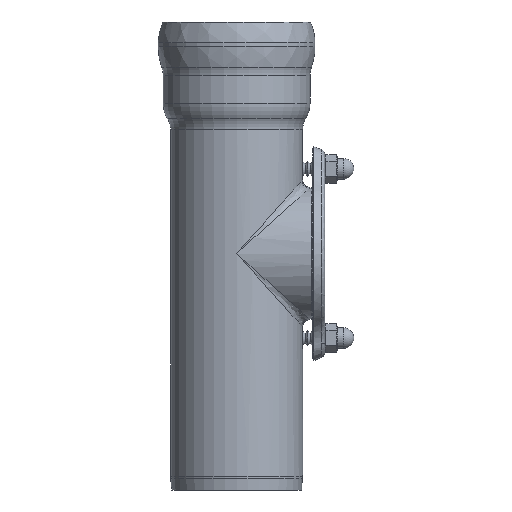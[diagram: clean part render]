
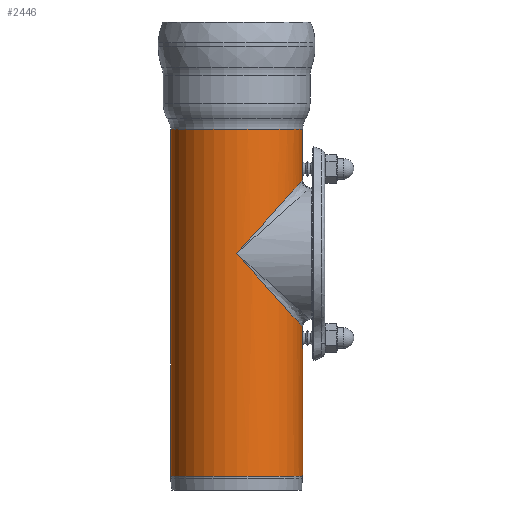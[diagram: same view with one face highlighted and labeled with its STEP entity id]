
A CAD part, left-side view. The second image highlights one B-rep face of the part: STEP entity #2446.
In plain terms, the highlighted cylindrical face has radius 265 mm (diameter 530 mm), a full revolution.
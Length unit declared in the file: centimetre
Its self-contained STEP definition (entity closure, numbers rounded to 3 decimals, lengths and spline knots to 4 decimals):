
#35=ELLIPSE('',#2678,39.6548,26.5);
#36=ELLIPSE('',#2679,39.6548,26.5);
#126=CYLINDRICAL_SURFACE('',#2677,26.5);
#301=FACE_OUTER_BOUND('',#467,.T.);
#467=EDGE_LOOP('',(#1830,#1831,#1832,#1833,#1834,#1835,#1836,#1837,#1838,
#1839));
#628=LINE('',#4021,#735);
#629=LINE('',#4026,#736);
#735=VECTOR('',#3194,26.5);
#736=VECTOR('',#3199,26.5);
#852=CIRCLE('',#2672,26.5);
#853=CIRCLE('',#2673,26.5);
#856=CIRCLE('',#2680,26.5);
#857=CIRCLE('',#2681,26.5);
#1052=VERTEX_POINT('',#4009);
#1053=VERTEX_POINT('',#4011);
#1055=VERTEX_POINT('',#4020);
#1056=VERTEX_POINT('',#4022);
#1057=VERTEX_POINT('',#4025);
#1058=VERTEX_POINT('',#4027);
#1333=EDGE_CURVE('',#1052,#1053,#852,.T.);
#1334=EDGE_CURVE('',#1053,#1052,#853,.T.);
#1338=EDGE_CURVE('',#1053,#1055,#628,.T.);
#1339=EDGE_CURVE('',#1056,#1055,#35,.T.);
#1340=EDGE_CURVE('',#1055,#1056,#36,.T.);
#1341=EDGE_CURVE('',#1055,#1057,#629,.T.);
#1342=EDGE_CURVE('',#1057,#1058,#856,.T.);
#1343=EDGE_CURVE('',#1058,#1057,#857,.T.);
#1830=ORIENTED_EDGE('',*,*,#1333,.F.);
#1831=ORIENTED_EDGE('',*,*,#1334,.F.);
#1832=ORIENTED_EDGE('',*,*,#1338,.T.);
#1833=ORIENTED_EDGE('',*,*,#1339,.F.);
#1834=ORIENTED_EDGE('',*,*,#1340,.F.);
#1835=ORIENTED_EDGE('',*,*,#1341,.T.);
#1836=ORIENTED_EDGE('',*,*,#1342,.T.);
#1837=ORIENTED_EDGE('',*,*,#1343,.T.);
#1838=ORIENTED_EDGE('',*,*,#1341,.F.);
#1839=ORIENTED_EDGE('',*,*,#1338,.F.);
#2446=ADVANCED_FACE('',(#301),#126,.T.);
#2672=AXIS2_PLACEMENT_3D('',#4012,#3181,#3182);
#2673=AXIS2_PLACEMENT_3D('',#4013,#3183,#3184);
#2677=AXIS2_PLACEMENT_3D('',#4019,#3192,#3193);
#2678=AXIS2_PLACEMENT_3D('',#4023,#3195,#3196);
#2679=AXIS2_PLACEMENT_3D('',#4024,#3197,#3198);
#2680=AXIS2_PLACEMENT_3D('',#4028,#3200,#3201);
#2681=AXIS2_PLACEMENT_3D('',#4029,#3202,#3203);
#3181=DIRECTION('center_axis',(0.,0.,-1.));
#3182=DIRECTION('ref_axis',(1.,0.,0.));
#3183=DIRECTION('center_axis',(0.,0.,-1.));
#3184=DIRECTION('ref_axis',(1.,0.,0.));
#3192=DIRECTION('center_axis',(0.,0.,-1.));
#3193=DIRECTION('ref_axis',(-1.,0.,0.));
#3194=DIRECTION('',(0.,0.,1.));
#3195=DIRECTION('center_axis',(0.,-0.744,
0.668));
#3196=DIRECTION('ref_axis',(0.,-0.668,-0.744));
#3197=DIRECTION('center_axis',(0.,-0.744,
-0.668));
#3198=DIRECTION('ref_axis',(0.,-0.668,0.744));
#3199=DIRECTION('',(0.,0.,1.));
#3200=DIRECTION('center_axis',(0.,0.,
-1.));
#3201=DIRECTION('ref_axis',(1.,0.,0.));
#3202=DIRECTION('center_axis',(0.,0.,
-1.));
#3203=DIRECTION('ref_axis',(1.,0.,0.));
#4009=CARTESIAN_POINT('',(781.989,303.0271,-88.4979));
#4011=CARTESIAN_POINT('',(808.489,329.5271,-88.4979));
#4012=CARTESIAN_POINT('Origin',(781.989,329.5271,-88.4979));
#4013=CARTESIAN_POINT('Origin',(781.989,329.5271,-88.4979));
#4019=CARTESIAN_POINT('Origin',(781.989,329.5271,-181.5048));
#4020=CARTESIAN_POINT('',(808.489,329.5271,1.));
#4021=CARTESIAN_POINT('',(808.489,329.5271,-181.5048));
#4022=CARTESIAN_POINT('',(755.489,329.5271,1.));
#4023=CARTESIAN_POINT('Origin',(781.989,329.5271,1.));
#4024=CARTESIAN_POINT('Origin',(781.989,329.5271,1.));
#4025=CARTESIAN_POINT('',(808.489,329.5271,50.8727));
#4026=CARTESIAN_POINT('',(808.489,329.5271,-181.5048));
#4027=CARTESIAN_POINT('',(781.989,303.0271,50.8727));
#4028=CARTESIAN_POINT('Origin',(781.989,329.5271,50.8727));
#4029=CARTESIAN_POINT('Origin',(781.989,329.5271,50.8727));
